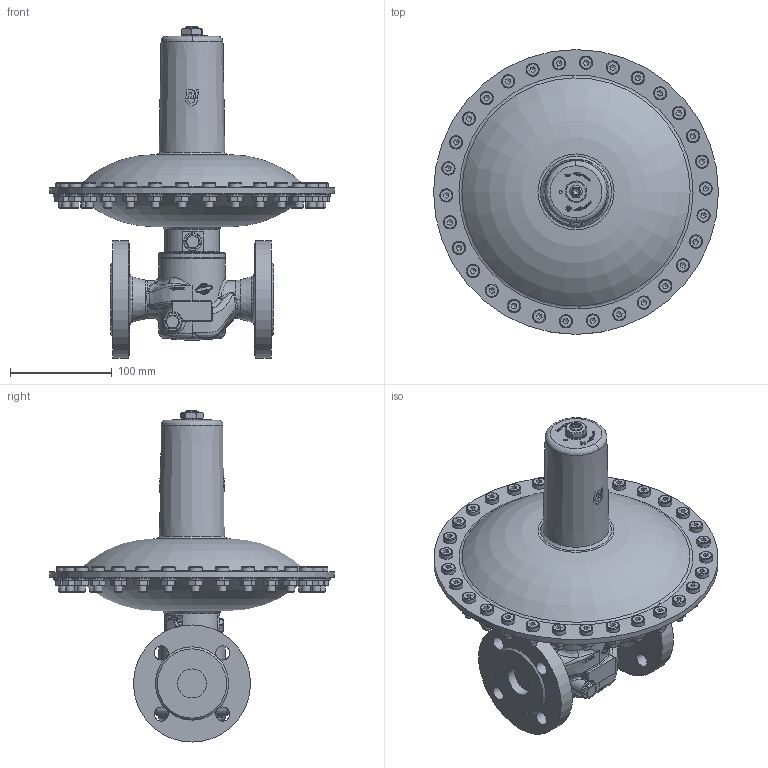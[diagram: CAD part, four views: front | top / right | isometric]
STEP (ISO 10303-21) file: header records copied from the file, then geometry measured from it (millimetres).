
FILE_DESCRIPTION(('HOOPS Exchange Step'),'2;1');
FILE_NAME('UV17_UV18_DIN_DN25.stp','2026-02-26T16:39:46+01:00',('Nutzer'),('Unknown organisation'),'HOOPS Exchange 2024.2','HOOPS Exchange','Unknown authorisation');
FILE_SCHEMA( ('AP203_CONFIGURATION_CONTROLLED_3D_DESIGN_OF_MECHANICAL_PARTS_AND_ASSEMBLIES_MIM_LF') );
Length unit declared in the file: millimetre
Products named in the file (2): 0; root
Assembly tree (1 placements, depth 2):
  root
    0
Bounding box: 280 x 280 x 326.3 mm (x, y, z)
Volume: 3272036.1 mm3; surface area: 275859.4 mm2
Topology: 1 solids, 1 shells, 1647 faces, 4499 edges, 2949 vertices
Faces by surface type: plane 588, bspline 487, cone 356, cylinder 208, sphere 6, torus 2
Full cylindrical faces by diameter (mm): 3 x1, 3.2 x2, 8 x30, 12 x1, 13 x30, 14 x8, 18 x4, 20 x1, 28.5 x2, 50 x1, 50.6 x1, 54 x1, 60 x1, 65 x2, 115 x2, 280 x1
Entity records: 94974 total; most frequent: CARTESIAN_POINT 59484, ORIENTED_EDGE 8882, DIRECTION 5142, EDGE_CURVE 4441, VERTEX_POINT 2949, B_SPLINE_CURVE_WITH_KNOTS 2564, AXIS2_PLACEMENT_3D 2177, EDGE_LOOP 1816
